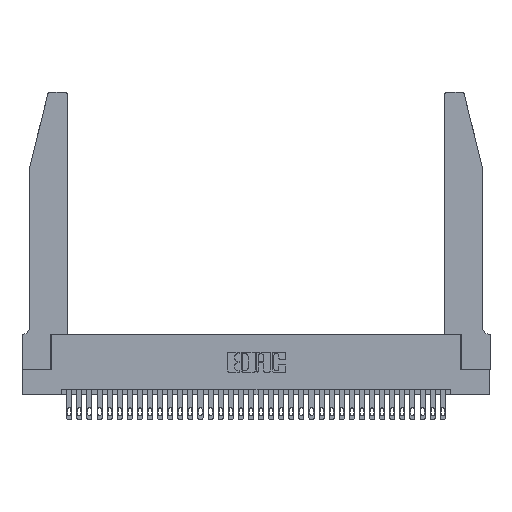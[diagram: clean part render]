
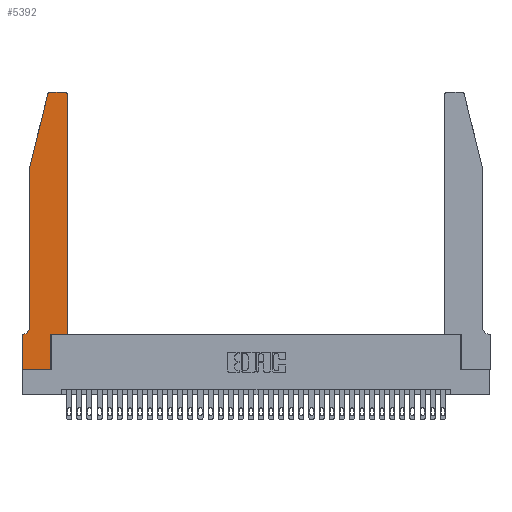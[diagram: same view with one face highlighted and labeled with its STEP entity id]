
A CAD part, top view. The second image highlights one B-rep face of the part: STEP entity #5392.
In plain terms, the highlighted planar face has unit normal (0, 0, 1).
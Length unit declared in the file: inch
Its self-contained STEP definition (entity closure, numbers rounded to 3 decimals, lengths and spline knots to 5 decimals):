
#137 = DIRECTION ( 'NONE',  ( 1., 0., 0. ) ) ;
#405 = ORIENTED_EDGE ( 'NONE', *, *, #6983, .T. ) ;
#675 = ORIENTED_EDGE ( 'NONE', *, *, #18613, .T. ) ;
#703 = FACE_OUTER_BOUND ( 'NONE', #24857, .T. ) ;
#1062 = VERTEX_POINT ( 'NONE', #25454 ) ;
#1101 = EDGE_CURVE ( 'NONE', #29960, #13477, #5650, .T. ) ;
#1279 = LINE ( 'NONE', #12002, #7207 ) ;
#2134 = CARTESIAN_POINT ( 'NONE',  ( 0.2865, 0.35, 0.37 ) ) ;
#2541 = AXIS2_PLACEMENT_3D ( 'NONE', #6090, #21964, #14105 ) ;
#3112 = VERTEX_POINT ( 'NONE', #2134 ) ;
#3126 = DIRECTION ( 'NONE',  ( 0., 1., 0. ) ) ;
#3980 = VECTOR ( 'NONE', #7690, 39.37008 ) ;
#4016 = ORIENTED_EDGE ( 'NONE', *, *, #26398, .T. ) ;
#4887 = VECTOR ( 'NONE', #12402, 39.37008 ) ;
#4911 = AXIS2_PLACEMENT_3D ( 'NONE', #7852, #13285, #137 ) ;
#5009 = AXIS2_PLACEMENT_3D ( 'NONE', #10579, #26664, #16004 ) ;
#5203 = VECTOR ( 'NONE', #30231, 39.37008 ) ;
#5392 = ADVANCED_FACE ( 'NONE', ( #703 ), #26771, .T. ) ;
#5650 = LINE ( 'NONE', #34093, #33607 ) ;
#5914 = VERTEX_POINT ( 'NONE', #31986 ) ;
#6090 = CARTESIAN_POINT ( 'NONE',  ( 0.4205, 2.72, 0.37 ) ) ;
#6365 = LINE ( 'NONE', #11490, #33457 ) ;
#6983 = EDGE_CURVE ( 'NONE', #3112, #1062, #20524, .T. ) ;
#7207 = VECTOR ( 'NONE', #17312, 39.37008 ) ;
#7508 = CARTESIAN_POINT ( 'NONE',  ( 0.0755, 0.42, 0.37 ) ) ;
#7690 = DIRECTION ( 'NONE',  ( 1., 0., 0. ) ) ;
#7852 = CARTESIAN_POINT ( 'NONE',  ( 0., 0.35, 0.37 ) ) ;
#8048 = EDGE_CURVE ( 'NONE', #1062, #24251, #27496, .T. ) ;
#8112 = EDGE_CURVE ( 'NONE', #18473, #18021, #1279, .T. ) ;
#8482 = CARTESIAN_POINT ( 'NONE',  ( 0.0755, 0.35, 0.37 ) ) ;
#8601 = CARTESIAN_POINT ( 'NONE',  ( 0., 0., 0.37 ) ) ;
#8760 = ORIENTED_EDGE ( 'NONE', *, *, #28022, .T. ) ;
#10579 = CARTESIAN_POINT ( 'NONE',  ( 0.284, 2.72, 0.37 ) ) ;
#10892 = CARTESIAN_POINT ( 'NONE',  ( 0.284, 2.75, 0.37 ) ) ;
#11415 = CIRCLE ( 'NONE', #27281, 0.07 ) ;
#11465 = ORIENTED_EDGE ( 'NONE', *, *, #32884, .T. ) ;
#11490 = CARTESIAN_POINT ( 'NONE',  ( 0., 0., 0.37 ) ) ;
#11762 = ORIENTED_EDGE ( 'NONE', *, *, #22163, .T. ) ;
#11865 = ORIENTED_EDGE ( 'NONE', *, *, #1101, .T. ) ;
#12002 = CARTESIAN_POINT ( 'NONE',  ( 0.2605, 2.75, 0.37 ) ) ;
#12208 = ORIENTED_EDGE ( 'NONE', *, *, #17110, .T. ) ;
#12402 = DIRECTION ( 'NONE',  ( 0., 1., 0. ) ) ;
#13285 = DIRECTION ( 'NONE',  ( 0., 0., 1. ) ) ;
#13477 = VERTEX_POINT ( 'NONE', #24208 ) ;
#14105 = DIRECTION ( 'NONE',  ( 1., 0., 0. ) ) ;
#14257 = VECTOR ( 'NONE', #30118, 39.37008 ) ;
#14823 = VERTEX_POINT ( 'NONE', #20591 ) ;
#14849 = ORIENTED_EDGE ( 'NONE', *, *, #8112, .T. ) ;
#15346 = CARTESIAN_POINT ( 'NONE',  ( 0.25487, 2.72718, 0.37 ) ) ;
#15842 = DIRECTION ( 'NONE',  ( 0., -1., 0. ) ) ;
#15949 = CARTESIAN_POINT ( 'NONE',  ( 0.0755, 2., 0.37 ) ) ;
#16004 = DIRECTION ( 'NONE',  ( 1., 0., 0. ) ) ;
#17110 = EDGE_CURVE ( 'NONE', #24251, #18473, #34828, .T. ) ;
#17312 = DIRECTION ( 'NONE',  ( -1., 0., 0. ) ) ;
#17427 = VERTEX_POINT ( 'NONE', #20782 ) ;
#17951 = CARTESIAN_POINT ( 'NONE',  ( 0.4505, 2.72, 0.37 ) ) ;
#18021 = VERTEX_POINT ( 'NONE', #10892 ) ;
#18441 = CARTESIAN_POINT ( 'NONE',  ( 0.0055, 0.42, 0.37 ) ) ;
#18473 = VERTEX_POINT ( 'NONE', #20715 ) ;
#18613 = EDGE_CURVE ( 'NONE', #28611, #29811, #11415, .T. ) ;
#20524 = LINE ( 'NONE', #21077, #3980 ) ;
#20591 = CARTESIAN_POINT ( 'NONE',  ( 0.2865, 0., 0.37 ) ) ;
#20715 = CARTESIAN_POINT ( 'NONE',  ( 0.4205, 2.75, 0.37 ) ) ;
#20782 = CARTESIAN_POINT ( 'NONE',  ( 0., 0., 0.37 ) ) ;
#21077 = CARTESIAN_POINT ( 'NONE',  ( 0.4505, 0.35, 0.37 ) ) ;
#21964 = DIRECTION ( 'NONE',  ( 0., 0., 1. ) ) ;
#22163 = EDGE_CURVE ( 'NONE', #5914, #17427, #28064, .T. ) ;
#23132 = LINE ( 'NONE', #28327, #4887 ) ;
#23573 = CIRCLE ( 'NONE', #5009, 0.03 ) ;
#24136 = ORIENTED_EDGE ( 'NONE', *, *, #8048, .T. ) ;
#24208 = CARTESIAN_POINT ( 'NONE',  ( 0.0755, 2., 0.37 ) ) ;
#24251 = VERTEX_POINT ( 'NONE', #17951 ) ;
#24839 = VECTOR ( 'NONE', #15842, 39.37008 ) ;
#24857 = EDGE_LOOP ( 'NONE', ( #14849, #4016, #11865, #33497, #675, #11465, #11762, #32630, #8760, #405, #24136, #12208 ) ) ;
#25021 = CARTESIAN_POINT ( 'NONE',  ( 0.4505, 0.35, 0.37 ) ) ;
#25454 = CARTESIAN_POINT ( 'NONE',  ( 0.4505, 0.35, 0.37 ) ) ;
#26136 = DIRECTION ( 'NONE',  ( -0.239, -0.971, 0. ) ) ;
#26398 = EDGE_CURVE ( 'NONE', #18021, #29960, #23573, .T. ) ;
#26664 = DIRECTION ( 'NONE',  ( 0., 0., 1. ) ) ;
#26771 = PLANE ( 'NONE',  #4911 ) ;
#27281 = AXIS2_PLACEMENT_3D ( 'NONE', #18441, #32250, #29643 ) ;
#27496 = LINE ( 'NONE', #25021, #30034 ) ;
#27710 = EDGE_CURVE ( 'NONE', #13477, #28611, #28187, .T. ) ;
#28022 = EDGE_CURVE ( 'NONE', #14823, #3112, #23132, .T. ) ;
#28064 = LINE ( 'NONE', #8601, #5203 ) ;
#28187 = LINE ( 'NONE', #15949, #24839 ) ;
#28327 = CARTESIAN_POINT ( 'NONE',  ( 0.2865, 0.35, 0.37 ) ) ;
#28611 = VERTEX_POINT ( 'NONE', #7508 ) ;
#29643 = DIRECTION ( 'NONE',  ( -1., 0., 0. ) ) ;
#29811 = VERTEX_POINT ( 'NONE', #30824 ) ;
#29960 = VERTEX_POINT ( 'NONE', #15346 ) ;
#30034 = VECTOR ( 'NONE', #3126, 39.37008 ) ;
#30118 = DIRECTION ( 'NONE',  ( -1., 0., 0. ) ) ;
#30231 = DIRECTION ( 'NONE',  ( 0., -1., 0. ) ) ;
#30391 = DIRECTION ( 'NONE',  ( 1., 0., 0. ) ) ;
#30824 = CARTESIAN_POINT ( 'NONE',  ( 0.0055, 0.35, 0.37 ) ) ;
#31200 = EDGE_CURVE ( 'NONE', #17427, #14823, #6365, .T. ) ;
#31986 = CARTESIAN_POINT ( 'NONE',  ( 0., 0.35, 0.37 ) ) ;
#32047 = LINE ( 'NONE', #8482, #14257 ) ;
#32250 = DIRECTION ( 'NONE',  ( 0., 0., -1. ) ) ;
#32630 = ORIENTED_EDGE ( 'NONE', *, *, #31200, .T. ) ;
#32884 = EDGE_CURVE ( 'NONE', #29811, #5914, #32047, .T. ) ;
#33457 = VECTOR ( 'NONE', #30391, 39.37008 ) ;
#33497 = ORIENTED_EDGE ( 'NONE', *, *, #27710, .T. ) ;
#33607 = VECTOR ( 'NONE', #26136, 39.37008 ) ;
#34093 = CARTESIAN_POINT ( 'NONE',  ( 0.0755, 2., 0.37 ) ) ;
#34828 = CIRCLE ( 'NONE', #2541, 0.03 ) ;
